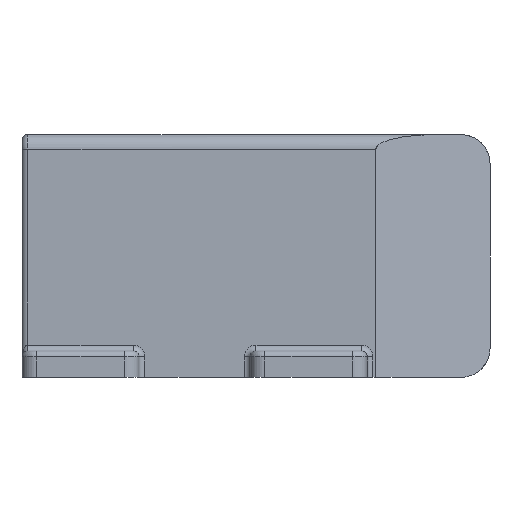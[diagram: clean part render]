
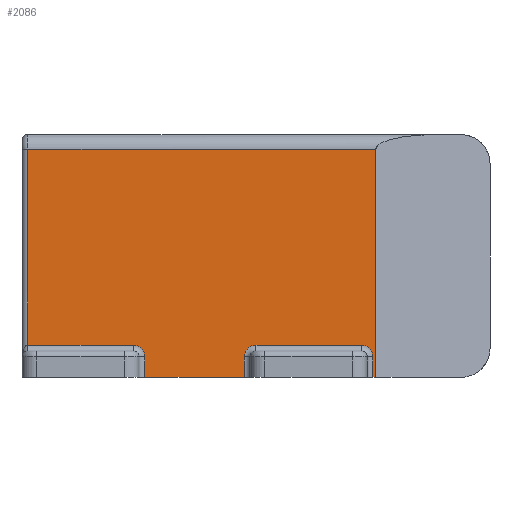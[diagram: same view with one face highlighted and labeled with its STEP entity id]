
A CAD part, left-side view. The second image highlights one B-rep face of the part: STEP entity #2086.
In plain terms, the highlighted planar face has unit normal (-1, 0, 0).
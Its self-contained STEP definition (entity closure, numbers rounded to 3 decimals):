
#54=PLANE('',#2239);
#146=FACE_OUTER_BOUND('',#276,.T.);
#276=EDGE_LOOP('',(#1387,#1388,#1389,#1390,#1391,#1392,#1393,#1394,#1395,
#1396,#1397,#1398,#1399));
#410=LINE('',#3184,#561);
#412=LINE('',#3196,#563);
#415=LINE('',#3238,#566);
#417=LINE('',#3244,#568);
#418=LINE('',#3246,#569);
#419=LINE('',#3250,#570);
#420=LINE('',#3254,#571);
#421=LINE('',#3256,#572);
#422=LINE('',#3258,#573);
#423=LINE('',#3259,#574);
#561=VECTOR('',#2499,10.);
#563=VECTOR('',#2513,10.);
#566=VECTOR('',#2526,10.);
#568=VECTOR('',#2532,10.);
#569=VECTOR('',#2533,10.);
#570=VECTOR('',#2536,10.);
#571=VECTOR('',#2539,10.);
#572=VECTOR('',#2540,10.);
#573=VECTOR('',#2541,1.);
#574=VECTOR('',#2542,10.);
#715=CIRCLE('',#2230,2.);
#719=CIRCLE('',#2240,2.);
#720=CIRCLE('',#2241,2.);
#839=VERTEX_POINT('',#3177);
#842=VERTEX_POINT('',#3182);
#843=VERTEX_POINT('',#3186);
#845=VERTEX_POINT('',#3192);
#850=VERTEX_POINT('',#3237);
#852=VERTEX_POINT('',#3243);
#853=VERTEX_POINT('',#3245);
#854=VERTEX_POINT('',#3247);
#855=VERTEX_POINT('',#3249);
#856=VERTEX_POINT('',#3251);
#857=VERTEX_POINT('',#3253);
#858=VERTEX_POINT('',#3255);
#859=VERTEX_POINT('',#3257);
#1040=EDGE_CURVE('',#842,#839,#410,.T.);
#1043=EDGE_CURVE('',#839,#843,#715,.T.);
#1046=EDGE_CURVE('',#843,#845,#412,.T.);
#1052=EDGE_CURVE('',#845,#850,#415,.T.);
#1055=EDGE_CURVE('',#842,#852,#417,.T.);
#1056=EDGE_CURVE('',#853,#852,#418,.T.);
#1057=EDGE_CURVE('',#854,#853,#719,.T.);
#1058=EDGE_CURVE('',#855,#854,#419,.T.);
#1059=EDGE_CURVE('',#856,#855,#720,.T.);
#1060=EDGE_CURVE('',#857,#856,#420,.T.);
#1061=EDGE_CURVE('',#858,#857,#421,.T.);
#1062=EDGE_CURVE('',#858,#859,#422,.T.);
#1063=EDGE_CURVE('',#850,#859,#423,.T.);
#1387=ORIENTED_EDGE('',*,*,#1046,.F.);
#1388=ORIENTED_EDGE('',*,*,#1043,.F.);
#1389=ORIENTED_EDGE('',*,*,#1040,.F.);
#1390=ORIENTED_EDGE('',*,*,#1055,.T.);
#1391=ORIENTED_EDGE('',*,*,#1056,.F.);
#1392=ORIENTED_EDGE('',*,*,#1057,.F.);
#1393=ORIENTED_EDGE('',*,*,#1058,.F.);
#1394=ORIENTED_EDGE('',*,*,#1059,.F.);
#1395=ORIENTED_EDGE('',*,*,#1060,.F.);
#1396=ORIENTED_EDGE('',*,*,#1061,.F.);
#1397=ORIENTED_EDGE('',*,*,#1062,.T.);
#1398=ORIENTED_EDGE('',*,*,#1063,.F.);
#1399=ORIENTED_EDGE('',*,*,#1052,.F.);
#2086=ADVANCED_FACE('',(#146),#54,.F.);
#2230=AXIS2_PLACEMENT_3D('',#3190,#2506,#2507);
#2239=AXIS2_PLACEMENT_3D('',#3242,#2530,#2531);
#2240=AXIS2_PLACEMENT_3D('',#3248,#2534,#2535);
#2241=AXIS2_PLACEMENT_3D('',#3252,#2537,#2538);
#2499=DIRECTION('',(0.,0.,1.));
#2506=DIRECTION('center_axis',(-1.,0.,0.));
#2507=DIRECTION('ref_axis',(0.,-0.707,0.707));
#2513=DIRECTION('',(0.,1.,0.));
#2526=DIRECTION('',(0.,0.,1.));
#2530=DIRECTION('center_axis',(1.,0.,0.));
#2531=DIRECTION('ref_axis',(0.,0.,-1.));
#2532=DIRECTION('',(0.,-1.,0.));
#2533=DIRECTION('',(0.,0.,-1.));
#2534=DIRECTION('center_axis',(-1.,0.,0.));
#2535=DIRECTION('ref_axis',(0.,0.707,0.707));
#2536=DIRECTION('',(0.,1.,0.));
#2537=DIRECTION('center_axis',(-1.,0.,0.));
#2538=DIRECTION('ref_axis',(0.,-0.707,0.707));
#2539=DIRECTION('',(0.,0.,1.));
#2540=DIRECTION('',(0.,1.,0.));
#2541=DIRECTION('',(0.,0.,1.));
#2542=DIRECTION('',(0.,-1.,0.));
#3177=CARTESIAN_POINT('',(-37.5,-31.,3.5));
#3182=CARTESIAN_POINT('',(-37.5,-31.,0.));
#3184=CARTESIAN_POINT('',(-37.5,-31.,10.562));
#3186=CARTESIAN_POINT('',(-37.5,-29.,5.5));
#3190=CARTESIAN_POINT('Origin',(-37.5,-29.,3.5));
#3192=CARTESIAN_POINT('',(-37.5,-11.,5.5));
#3196=CARTESIAN_POINT('',(-37.5,-31.001,5.5));
#3237=CARTESIAN_POINT('',(-37.5,-11.,39.));
#3238=CARTESIAN_POINT('',(-37.5,-11.,10.));
#3242=CARTESIAN_POINT('Origin',(-37.5,-10.003,20.));
#3243=CARTESIAN_POINT('',(-37.5,-48.,0.));
#3244=CARTESIAN_POINT('',(-37.5,-20.001,0.));
#3245=CARTESIAN_POINT('',(-37.5,-48.,3.5));
#3246=CARTESIAN_POINT('',(-37.5,-48.,10.562));
#3247=CARTESIAN_POINT('',(-37.5,-50.,5.5));
#3248=CARTESIAN_POINT('Origin',(-37.5,-50.,3.5));
#3249=CARTESIAN_POINT('',(-37.5,-68.,5.5));
#3250=CARTESIAN_POINT('',(-37.5,-31.001,5.5));
#3251=CARTESIAN_POINT('',(-37.5,-70.,3.5));
#3252=CARTESIAN_POINT('Origin',(-37.5,-68.,3.5));
#3253=CARTESIAN_POINT('',(-37.5,-70.,0.));
#3254=CARTESIAN_POINT('',(-37.5,-70.,10.562));
#3255=CARTESIAN_POINT('',(-37.5,-70.484,0.));
#3256=CARTESIAN_POINT('',(-37.5,-20.001,0.));
#3257=CARTESIAN_POINT('',(-37.5,-70.484,39.));
#3258=CARTESIAN_POINT('',(-37.5,-70.484,9.996));
#3259=CARTESIAN_POINT('',(-37.5,-10.003,39.));
